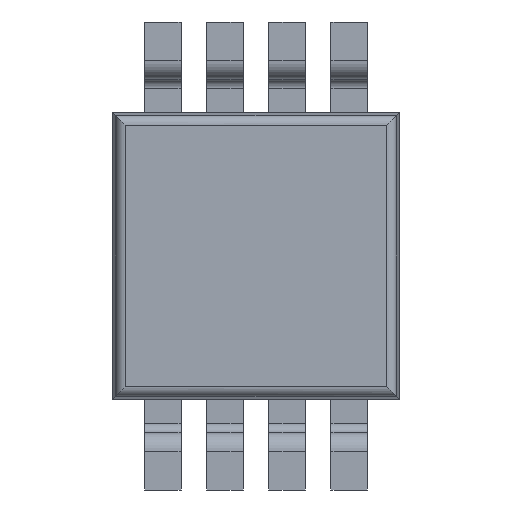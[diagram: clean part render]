
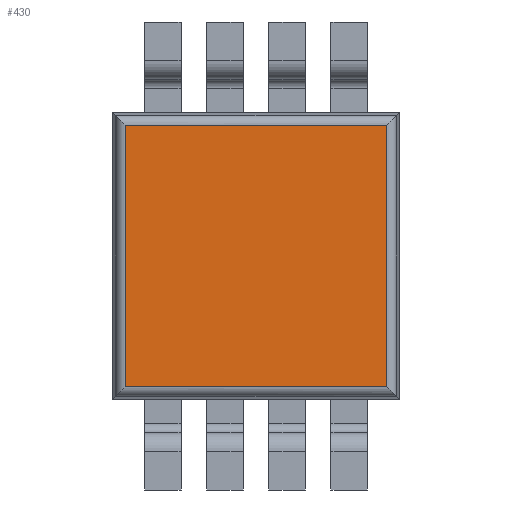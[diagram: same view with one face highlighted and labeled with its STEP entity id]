
A CAD part, front view. The second image highlights one B-rep face of the part: STEP entity #430.
In plain terms, the highlighted planar face has unit normal (0, -1, 0).
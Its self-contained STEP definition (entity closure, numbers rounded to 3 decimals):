
#21 = VERTEX_POINT ( 'NONE', #2733 ) ;
#289 = CARTESIAN_POINT ( 'NONE',  ( 1.456, -0.425, -1.37 ) ) ;
#420 = CARTESIAN_POINT ( 'NONE',  ( -1.37, -0.425, 1.37 ) ) ;
#430 = ADVANCED_FACE ( 'NONE', ( #1178 ), #3006, .T. ) ;
#996 = LINE ( 'NONE', #289, #1923 ) ;
#1074 = CARTESIAN_POINT ( 'NONE',  ( 1.37, -0.425, 1.37 ) ) ;
#1178 = FACE_OUTER_BOUND ( 'NONE', #3131, .T. ) ;
#1218 = EDGE_CURVE ( 'NONE', #3503, #21, #996, .T. ) ;
#1369 = VECTOR ( 'NONE', #3781, 1000. ) ;
#1497 = CARTESIAN_POINT ( 'NONE',  ( -1.37, -0.425, -1.37 ) ) ;
#1597 = CARTESIAN_POINT ( 'NONE',  ( 0., -0.425, 0. ) ) ;
#1604 = ORIENTED_EDGE ( 'NONE', *, *, #2827, .T. ) ;
#1723 = VERTEX_POINT ( 'NONE', #420 ) ;
#1739 = VECTOR ( 'NONE', #3806, 1000. ) ;
#1752 = DIRECTION ( 'NONE',  ( 1., 0., 0. ) ) ;
#1923 = VECTOR ( 'NONE', #1752, 1000. ) ;
#2073 = VERTEX_POINT ( 'NONE', #1074 ) ;
#2218 = DIRECTION ( 'NONE',  ( 0., 0., 1. ) ) ;
#2305 = ORIENTED_EDGE ( 'NONE', *, *, #1218, .T. ) ;
#2502 = ORIENTED_EDGE ( 'NONE', *, *, #3232, .T. ) ;
#2651 = DIRECTION ( 'NONE',  ( 0., -1., 0. ) ) ;
#2677 = CARTESIAN_POINT ( 'NONE',  ( -1.456, -0.425, 1.37 ) ) ;
#2715 = LINE ( 'NONE', #4126, #1369 ) ;
#2733 = CARTESIAN_POINT ( 'NONE',  ( 1.37, -0.425, -1.37 ) ) ;
#2827 = EDGE_CURVE ( 'NONE', #1723, #3503, #2715, .T. ) ;
#3006 = PLANE ( 'NONE',  #3048 ) ;
#3048 = AXIS2_PLACEMENT_3D ( 'NONE', #1597, #2651, #4410 ) ;
#3131 = EDGE_LOOP ( 'NONE', ( #2502, #3375, #1604, #2305 ) ) ;
#3232 = EDGE_CURVE ( 'NONE', #21, #2073, #3657, .T. ) ;
#3297 = EDGE_CURVE ( 'NONE', #2073, #1723, #3718, .T. ) ;
#3375 = ORIENTED_EDGE ( 'NONE', *, *, #3297, .T. ) ;
#3503 = VERTEX_POINT ( 'NONE', #1497 ) ;
#3520 = VECTOR ( 'NONE', #2218, 1000. ) ;
#3657 = LINE ( 'NONE', #3969, #3520 ) ;
#3718 = LINE ( 'NONE', #2677, #1739 ) ;
#3781 = DIRECTION ( 'NONE',  ( 0., 0., -1. ) ) ;
#3806 = DIRECTION ( 'NONE',  ( -1., 0., 0. ) ) ;
#3969 = CARTESIAN_POINT ( 'NONE',  ( 1.37, -0.425, 1.456 ) ) ;
#4126 = CARTESIAN_POINT ( 'NONE',  ( -1.37, -0.425, -1.456 ) ) ;
#4410 = DIRECTION ( 'NONE',  ( 0., 0., -1. ) ) ;
